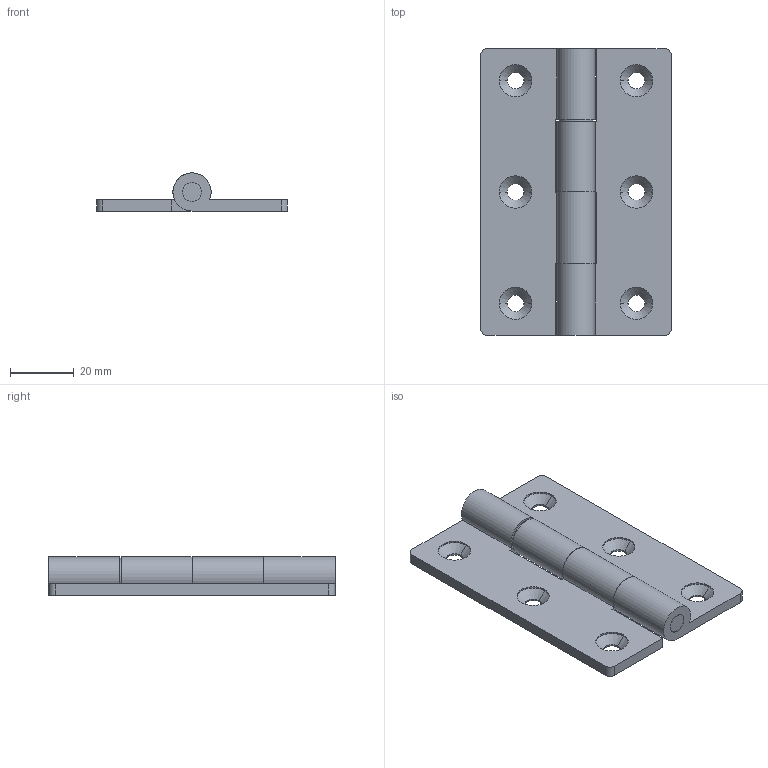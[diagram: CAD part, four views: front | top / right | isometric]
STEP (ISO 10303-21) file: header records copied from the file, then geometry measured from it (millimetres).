
FILE_DESCRIPTION (( 'STEP AP203' ), '1' );
FILE_NAME ('B-78-A-15_.STEP', '2008-09-18T13:30:36', ( ' ' ), ( ' ' ), 'SwSTEP 2.0', 'SolidWorks 2007', '' );
FILE_SCHEMA (( 'CONFIG_CONTROL_DESIGN' ));
Length unit declared in the file: millimetre
Products named in the file (5): B-78-A-15_; B-78-A-15僸儞僕A_岞_棉太倌; B-78-A-15僸儞僕B_岞_棉太倌; 兂5梡E宍巭傔椫_棉太倌; B-78-A-15僔儍僼僩_岞_棉太倌
Assembly tree (4 placements, depth 2):
  B-78-A-15_
    B-78-A-15僸儞僕A_岞_棉太倌
    B-78-A-15僔儍僼僩_岞_棉太倌
    B-78-A-15僸儞僕B_岞_棉太倌
    兂5梡E宍巭傔椫_棉太倌
Bounding box: 60 x 90 x 11.99 mm (x, y, z)
Volume: 24679.1 mm3; surface area: 17491 mm2
Topology: 4 solids, 4 shells, 105 faces, 261 edges, 166 vertices
Faces by surface type: cylinder 61, plane 32, cone 12
Entity records: 3708 total; most frequent: DIRECTION 607, CARTESIAN_POINT 539, ORIENTED_EDGE 522, EDGE_CURVE 261, AXIS2_PLACEMENT_3D 234, VERTEX_POINT 166, VECTOR 139, LINE 139
